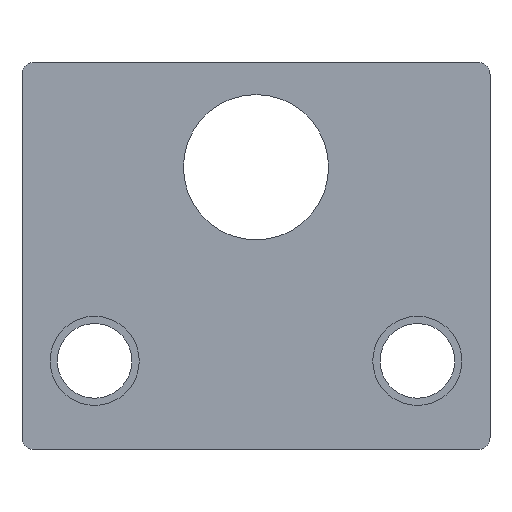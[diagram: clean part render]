
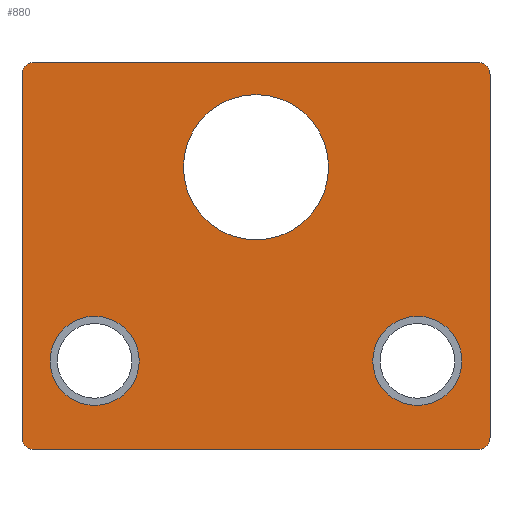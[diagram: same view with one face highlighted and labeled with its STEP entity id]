
A CAD part, front view. The second image highlights one B-rep face of the part: STEP entity #880.
In plain terms, the highlighted planar face has unit normal (0, -1, 0).
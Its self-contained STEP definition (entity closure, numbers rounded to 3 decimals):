
#23=FACE_BOUND('',#174,.T.);
#24=FACE_BOUND('',#175,.T.);
#25=FACE_BOUND('',#176,.T.);
#62=PLANE('',#967);
#112=FACE_OUTER_BOUND('',#173,.T.);
#173=EDGE_LOOP('',(#750,#751,#752,#753,#754,#755,#756,#757));
#174=EDGE_LOOP('',(#758));
#175=EDGE_LOOP('',(#759));
#176=EDGE_LOOP('',(#760));
#256=LINE('',#1454,#335);
#259=LINE('',#1460,#338);
#260=LINE('',#1464,#339);
#261=LINE('',#1468,#340);
#335=VECTOR('',#1202,10.);
#338=VECTOR('',#1207,10.);
#339=VECTOR('',#1210,10.);
#340=VECTOR('',#1213,10.);
#349=CIRCLE('',#891,11.05);
#352=CIRCLE('',#896,11.05);
#378=CIRCLE('',#962,18.);
#380=CIRCLE('',#965,3.);
#381=CIRCLE('',#968,3.);
#382=CIRCLE('',#969,3.);
#383=CIRCLE('',#970,3.);
#387=VERTEX_POINT('',#1246);
#390=VERTEX_POINT('',#1255);
#448=VERTEX_POINT('',#1440);
#451=VERTEX_POINT('',#1447);
#452=VERTEX_POINT('',#1449);
#453=VERTEX_POINT('',#1453);
#455=VERTEX_POINT('',#1459);
#456=VERTEX_POINT('',#1461);
#457=VERTEX_POINT('',#1463);
#458=VERTEX_POINT('',#1465);
#459=VERTEX_POINT('',#1467);
#465=EDGE_CURVE('',#387,#387,#349,.T.);
#469=EDGE_CURVE('',#390,#390,#352,.T.);
#557=EDGE_CURVE('',#448,#448,#378,.T.);
#560=EDGE_CURVE('',#451,#452,#380,.T.);
#562=EDGE_CURVE('',#452,#453,#256,.T.);
#565=EDGE_CURVE('',#455,#451,#259,.T.);
#566=EDGE_CURVE('',#456,#455,#381,.T.);
#567=EDGE_CURVE('',#457,#456,#260,.T.);
#568=EDGE_CURVE('',#458,#457,#382,.T.);
#569=EDGE_CURVE('',#459,#458,#261,.T.);
#570=EDGE_CURVE('',#453,#459,#383,.T.);
#750=ORIENTED_EDGE('',*,*,#560,.F.);
#751=ORIENTED_EDGE('',*,*,#565,.F.);
#752=ORIENTED_EDGE('',*,*,#566,.F.);
#753=ORIENTED_EDGE('',*,*,#567,.F.);
#754=ORIENTED_EDGE('',*,*,#568,.F.);
#755=ORIENTED_EDGE('',*,*,#569,.F.);
#756=ORIENTED_EDGE('',*,*,#570,.F.);
#757=ORIENTED_EDGE('',*,*,#562,.F.);
#758=ORIENTED_EDGE('',*,*,#465,.T.);
#759=ORIENTED_EDGE('',*,*,#469,.T.);
#760=ORIENTED_EDGE('',*,*,#557,.T.);
#880=ADVANCED_FACE('',(#112,#23,#24,#25),#62,.F.);
#891=AXIS2_PLACEMENT_3D('',#1247,#985,#986);
#896=AXIS2_PLACEMENT_3D('',#1256,#996,#997);
#962=AXIS2_PLACEMENT_3D('',#1442,#1190,#1191);
#965=AXIS2_PLACEMENT_3D('',#1450,#1197,#1198);
#967=AXIS2_PLACEMENT_3D('',#1458,#1205,#1206);
#968=AXIS2_PLACEMENT_3D('',#1462,#1208,#1209);
#969=AXIS2_PLACEMENT_3D('',#1466,#1211,#1212);
#970=AXIS2_PLACEMENT_3D('',#1469,#1214,#1215);
#985=DIRECTION('center_axis',(0.,1.,0.));
#986=DIRECTION('ref_axis',(1.,0.,0.));
#996=DIRECTION('center_axis',(0.,1.,0.));
#997=DIRECTION('ref_axis',(1.,0.,0.));
#1190=DIRECTION('center_axis',(0.,1.,0.));
#1191=DIRECTION('ref_axis',(-1.,0.,0.));
#1197=DIRECTION('center_axis',(0.,1.,0.));
#1198=DIRECTION('ref_axis',(-0.707,0.,-0.707));
#1202=DIRECTION('',(0.,0.,1.));
#1205=DIRECTION('center_axis',(0.,1.,0.));
#1206=DIRECTION('ref_axis',(1.,0.,0.));
#1207=DIRECTION('',(-1.,0.,0.));
#1208=DIRECTION('center_axis',(0.,1.,0.));
#1209=DIRECTION('ref_axis',(0.707,0.,-0.707));
#1210=DIRECTION('',(0.,0.,-1.));
#1211=DIRECTION('center_axis',(0.,1.,0.));
#1212=DIRECTION('ref_axis',(0.707,0.,0.707));
#1213=DIRECTION('',(1.,0.,0.));
#1214=DIRECTION('center_axis',(0.,1.,0.));
#1215=DIRECTION('ref_axis',(-0.707,0.,0.707));
#1246=CARTESIAN_POINT('',(-51.05,0.,-26.));
#1247=CARTESIAN_POINT('Origin',(-40.,0.,-26.));
#1255=CARTESIAN_POINT('',(28.95,0.,-26.));
#1256=CARTESIAN_POINT('Origin',(40.,0.,-26.));
#1440=CARTESIAN_POINT('',(18.,0.,22.));
#1442=CARTESIAN_POINT('Origin',(0.,0.,22.));
#1447=CARTESIAN_POINT('',(-55.,0.,-48.));
#1449=CARTESIAN_POINT('',(-58.,0.,-45.));
#1450=CARTESIAN_POINT('Origin',(-55.,0.,-45.));
#1453=CARTESIAN_POINT('',(-58.,0.,45.));
#1454=CARTESIAN_POINT('',(-58.,0.,-48.));
#1458=CARTESIAN_POINT('Origin',(0.,0.,0.));
#1459=CARTESIAN_POINT('',(55.,0.,-48.));
#1460=CARTESIAN_POINT('',(58.,0.,-48.));
#1461=CARTESIAN_POINT('',(58.,0.,-45.));
#1462=CARTESIAN_POINT('Origin',(55.,0.,-45.));
#1463=CARTESIAN_POINT('',(58.,0.,45.));
#1464=CARTESIAN_POINT('',(58.,0.,48.));
#1465=CARTESIAN_POINT('',(55.,0.,48.));
#1466=CARTESIAN_POINT('Origin',(55.,0.,45.));
#1467=CARTESIAN_POINT('',(-55.,0.,48.));
#1468=CARTESIAN_POINT('',(-58.,0.,48.));
#1469=CARTESIAN_POINT('Origin',(-55.,0.,45.));
